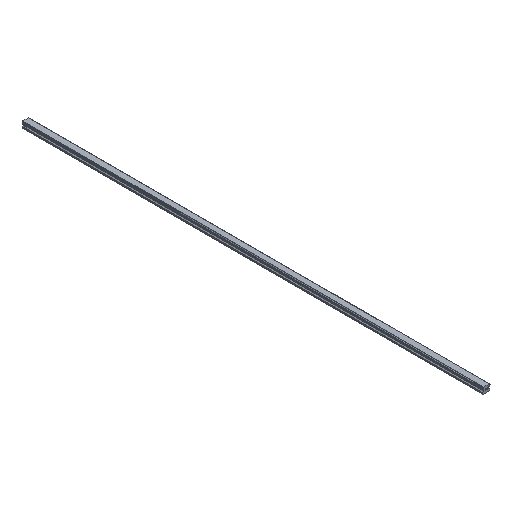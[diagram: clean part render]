
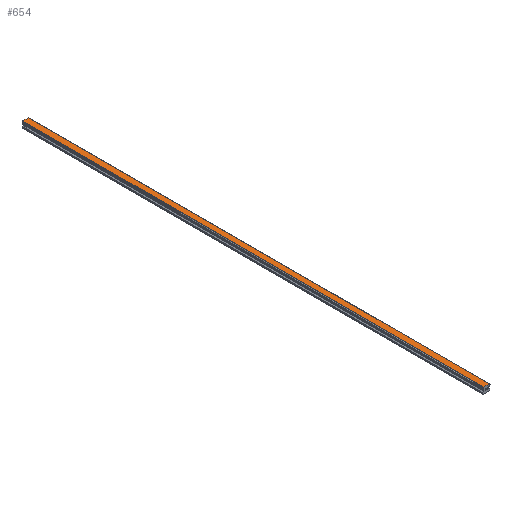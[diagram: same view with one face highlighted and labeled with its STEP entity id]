
A CAD part, isometric view. The second image highlights one B-rep face of the part: STEP entity #654.
In plain terms, the highlighted planar face has unit normal (0, 0, 1).
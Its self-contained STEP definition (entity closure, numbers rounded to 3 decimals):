
#654=ADVANCED_FACE('',(#1331),#1332,.T.);
#1331=FACE_OUTER_BOUND('',#2052,.T.);
#1332=PLANE('',#2053);
#2052=EDGE_LOOP('',(#3906,#3907,#3908,#3909));
#2053=AXIS2_PLACEMENT_3D('',#3910,#3911,#3912);
#3906=ORIENTED_EDGE('',*,*,#4712,.T.);
#3907=ORIENTED_EDGE('',*,*,#4898,.F.);
#3908=ORIENTED_EDGE('',*,*,#4574,.T.);
#3909=ORIENTED_EDGE('',*,*,#4896,.T.);
#3910=CARTESIAN_POINT('',(0.,2210.0,29.));
#3911=DIRECTION('',(0.0,0.0,1.0));
#3912=DIRECTION('',(-1.0,0.0,0.0));
#4574=EDGE_CURVE('',#5595,#5593,#5596,.T.);
#4712=EDGE_CURVE('',#5826,#5824,#5827,.T.);
#4896=EDGE_CURVE('',#5593,#5826,#6033,.T.);
#4898=EDGE_CURVE('',#5595,#5824,#6035,.T.);
#5593=VERTEX_POINT('',#6969);
#5595=VERTEX_POINT('',#6972);
#5596=LINE('',#6973,#6974);
#5824=VERTEX_POINT('',#7292);
#5826=VERTEX_POINT('',#7295);
#5827=LINE('',#7296,#7297);
#6033=LINE('',#7539,#7540);
#6035=LINE('',#7542,#7543);
#6969=CARTESIAN_POINT('',(-13.251,2210.0,29.));
#6972=CARTESIAN_POINT('',(13.251,2210.0,29.));
#6973=CARTESIAN_POINT('',(13.251,2210.0,29.));
#6974=VECTOR('',#8059,1.0);
#7292=CARTESIAN_POINT('',(13.251,0.0,29.));
#7295=CARTESIAN_POINT('',(-13.251,0.0,29.));
#7296=CARTESIAN_POINT('',(13.251,0.0,29.));
#7297=VECTOR('',#8217,1.0);
#7539=CARTESIAN_POINT('',(-13.251,2210.0,29.));
#7540=VECTOR('',#8455,1.0);
#7542=CARTESIAN_POINT('',(13.251,2210.0,29.));
#7543=VECTOR('',#8456,1.0);
#8059=DIRECTION('',(-1.0,0.0,0.0));
#8217=DIRECTION('',(1.0,0.0,0.0));
#8455=DIRECTION('',(0.0,-1.0,0.0));
#8456=DIRECTION('',(0.0,-1.0,0.0));
